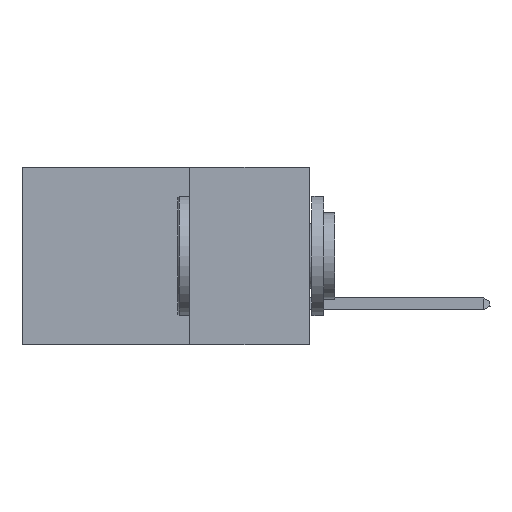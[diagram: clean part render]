
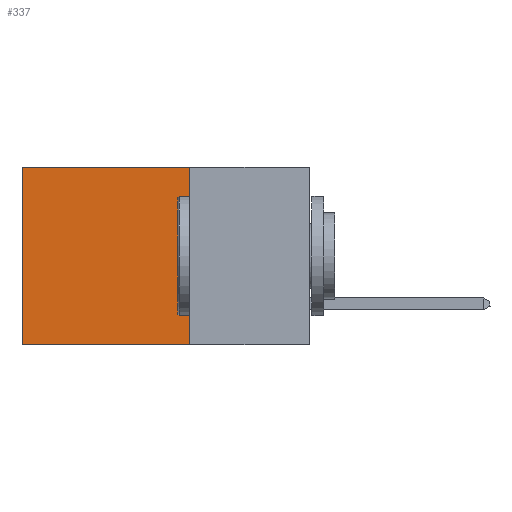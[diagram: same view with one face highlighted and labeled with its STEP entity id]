
A CAD part, left-side view. The second image highlights one B-rep face of the part: STEP entity #337.
In plain terms, the highlighted planar face has unit normal (-1, 0, 0).
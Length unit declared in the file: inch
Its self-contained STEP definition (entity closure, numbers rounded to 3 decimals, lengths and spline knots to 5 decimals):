
#337 = ADVANCED_FACE ( 'NONE', ( #9363 ), #5387, .F. ) ;
#1694 = VECTOR ( 'NONE', #8489, 39.37008 ) ;
#1962 = AXIS2_PLACEMENT_3D ( 'NONE', #5995, #19771, #6223 ) ;
#2178 = CARTESIAN_POINT ( 'NONE',  ( 0.2875, 0.25, -0.37 ) ) ;
#2700 = VECTOR ( 'NONE', #10152, 39.37008 ) ;
#3783 = VERTEX_POINT ( 'NONE', #8256 ) ;
#3838 = CARTESIAN_POINT ( 'NONE',  ( 0.2875, 0.25, 0. ) ) ;
#4001 = CARTESIAN_POINT ( 'NONE',  ( 0.2875, 0.6, 0. ) ) ;
#5387 = PLANE ( 'NONE',  #1962 ) ;
#5611 = ORIENTED_EDGE ( 'NONE', *, *, #16003, .F. ) ;
#5995 = CARTESIAN_POINT ( 'NONE',  ( 0.2875, 0.25, 0. ) ) ;
#6223 = DIRECTION ( 'NONE',  ( 0., 0., -1. ) ) ;
#6602 = VERTEX_POINT ( 'NONE', #17724 ) ;
#6915 = LINE ( 'NONE', #6968, #2700 ) ;
#6968 = CARTESIAN_POINT ( 'NONE',  ( 0.2875, 0.25, 0. ) ) ;
#8019 = CARTESIAN_POINT ( 'NONE',  ( 0.2875, 0.25, -0.37 ) ) ;
#8256 = CARTESIAN_POINT ( 'NONE',  ( 0.2875, 0.6, -0.37 ) ) ;
#8489 = DIRECTION ( 'NONE',  ( 0., 1., 0. ) ) ;
#9363 = FACE_OUTER_BOUND ( 'NONE', #19692, .T. ) ;
#10126 = CARTESIAN_POINT ( 'NONE',  ( 0.2875, 0.6, 0. ) ) ;
#10152 = DIRECTION ( 'NONE',  ( 0., 1., 0. ) ) ;
#10458 = EDGE_CURVE ( 'NONE', #19778, #3783, #14112, .T. ) ;
#11339 = VECTOR ( 'NONE', #14631, 39.37008 ) ;
#11907 = EDGE_CURVE ( 'NONE', #13110, #3783, #19415, .T. ) ;
#13038 = DIRECTION ( 'NONE',  ( 0., 0., -1. ) ) ;
#13110 = VERTEX_POINT ( 'NONE', #4001 ) ;
#14112 = LINE ( 'NONE', #2178, #1694 ) ;
#14631 = DIRECTION ( 'NONE',  ( 0., 0., -1. ) ) ;
#16003 = EDGE_CURVE ( 'NONE', #6602, #19778, #18338, .T. ) ;
#16359 = ORIENTED_EDGE ( 'NONE', *, *, #18106, .T. ) ;
#17411 = ORIENTED_EDGE ( 'NONE', *, *, #11907, .T. ) ;
#17724 = CARTESIAN_POINT ( 'NONE',  ( 0.2875, 0.25, 0. ) ) ;
#17859 = ORIENTED_EDGE ( 'NONE', *, *, #10458, .F. ) ;
#18106 = EDGE_CURVE ( 'NONE', #6602, #13110, #6915, .T. ) ;
#18338 = LINE ( 'NONE', #3838, #11339 ) ;
#18937 = VECTOR ( 'NONE', #13038, 39.37008 ) ;
#19415 = LINE ( 'NONE', #10126, #18937 ) ;
#19692 = EDGE_LOOP ( 'NONE', ( #17411, #17859, #5611, #16359 ) ) ;
#19771 = DIRECTION ( 'NONE',  ( 1., 0., 0. ) ) ;
#19778 = VERTEX_POINT ( 'NONE', #8019 ) ;
